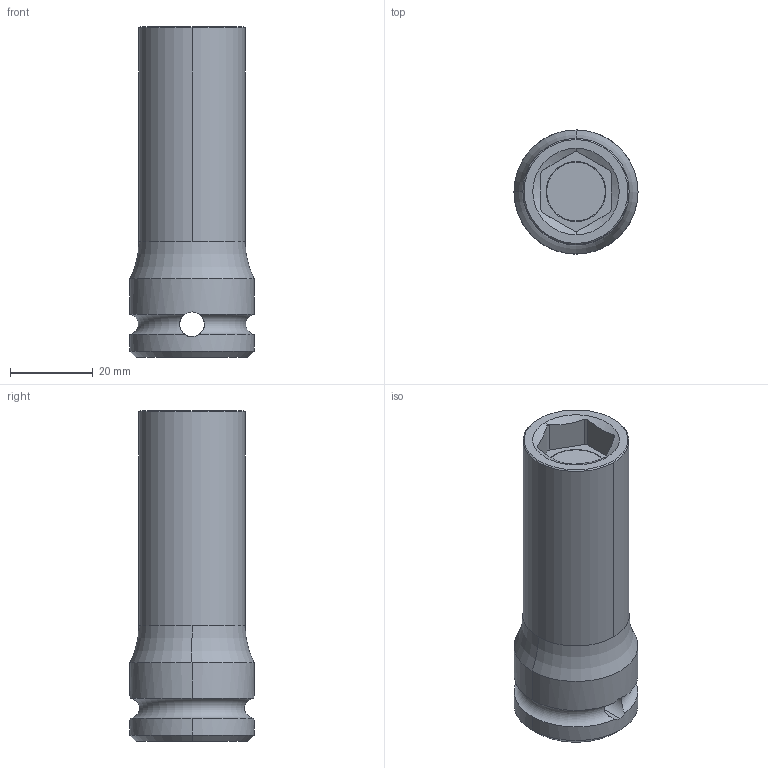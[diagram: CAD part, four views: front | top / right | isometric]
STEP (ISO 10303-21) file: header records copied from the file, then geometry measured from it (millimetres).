
FILE_DESCRIPTION((''),'2;1');
FILE_NAME('4027134017','2023-08-22T10:06:21',('A00565553'),(''),'CREO PARAMETRIC BY PTC INC, 2022414','CREO PARAMETRIC BY PTC INC, 2022414','');
FILE_SCHEMA(('CONFIG_CONTROL_DESIGN','GEOMETRIC_VALIDATION_PROPERTIES_MIM'));
Length unit declared in the file: millimetre
Products named in the file (1): 4027134017
Bounding box: 30 x 30 x 80 mm (x, y, z)
Volume: 34533.2 mm3; surface area: 12148.8 mm2
Topology: 2 solids, 2 shells, 62 faces, 161 edges, 101 vertices
Faces by surface type: cylinder 25, plane 21, cone 12, torus 4
Entity records: 2177 total; most frequent: CARTESIAN_POINT 558, ORIENTED_EDGE 318, DIRECTION 314, EDGE_CURVE 159, AXIS2_PLACEMENT_3D 126, VERTEX_POINT 101, EDGE_LOOP 66, CIRCLE 64
